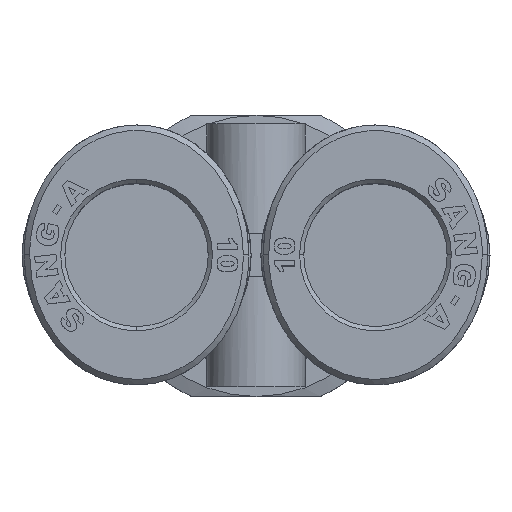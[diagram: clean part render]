
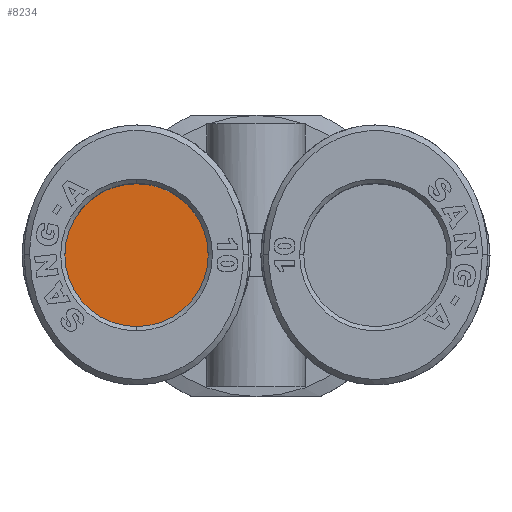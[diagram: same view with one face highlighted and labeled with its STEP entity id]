
A CAD part, top view. The second image highlights one B-rep face of the part: STEP entity #8234.
In plain terms, the highlighted face is planar.
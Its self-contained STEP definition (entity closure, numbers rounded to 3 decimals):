
#572 = ORIENTED_EDGE ( 'NONE', *, *, #15524, .T. ) ;
#707 = PLANE ( 'NONE',  #31275 ) ;
#2893 = CARTESIAN_POINT ( 'NONE',  ( -3.633, 0., 5.1 ) ) ;
#5195 = CIRCLE ( 'NONE', #18681, 5.1 ) ;
#5358 = DIRECTION ( 'NONE',  ( 0., 0., 1. ) ) ;
#8234 = ADVANCED_FACE ( 'NONE', ( #31744 ), #707, .F. ) ;
#8458 = DIRECTION ( 'NONE',  ( 0., 0., 1. ) ) ;
#8886 = VERTEX_POINT ( 'NONE', #2893 ) ;
#8966 = CARTESIAN_POINT ( 'NONE',  ( -3.633, 0., 0. ) ) ;
#10022 = CARTESIAN_POINT ( 'NONE',  ( -3.633, 0., -5.1 ) ) ;
#15524 = EDGE_CURVE ( 'NONE', #31526, #8886, #5195, .T. ) ;
#15923 = EDGE_CURVE ( 'NONE', #8886, #31526, #17349, .T. ) ;
#17349 = CIRCLE ( 'NONE', #31641, 5.1 ) ;
#18272 = CARTESIAN_POINT ( 'NONE',  ( -3.633, 0., 0. ) ) ;
#18681 = AXIS2_PLACEMENT_3D ( 'NONE', #8966, #24063, #26918 ) ;
#20712 = DIRECTION ( 'NONE',  ( -1., 0., 0. ) ) ;
#20969 = CARTESIAN_POINT ( 'NONE',  ( -3.633, 0., 0. ) ) ;
#23328 = EDGE_LOOP ( 'NONE', ( #32012, #572 ) ) ;
#23471 = DIRECTION ( 'NONE',  ( 1., 0., 0. ) ) ;
#24063 = DIRECTION ( 'NONE',  ( 1., 0., 0. ) ) ;
#26918 = DIRECTION ( 'NONE',  ( 0., 0., 1. ) ) ;
#31275 = AXIS2_PLACEMENT_3D ( 'NONE', #18272, #20712, #5358 ) ;
#31526 = VERTEX_POINT ( 'NONE', #10022 ) ;
#31641 = AXIS2_PLACEMENT_3D ( 'NONE', #20969, #23471, #8458 ) ;
#31744 = FACE_OUTER_BOUND ( 'NONE', #23328, .T. ) ;
#32012 = ORIENTED_EDGE ( 'NONE', *, *, #15923, .T. ) ;
